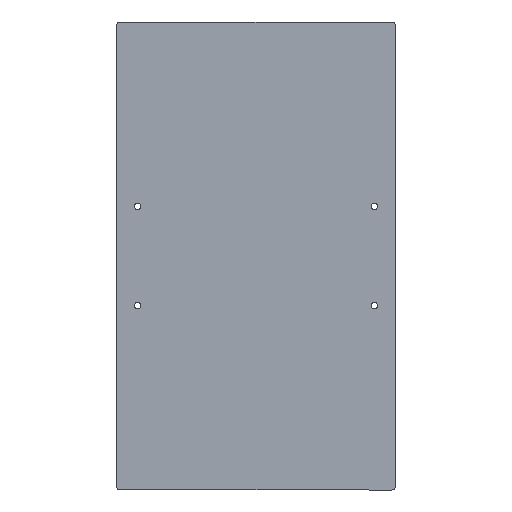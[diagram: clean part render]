
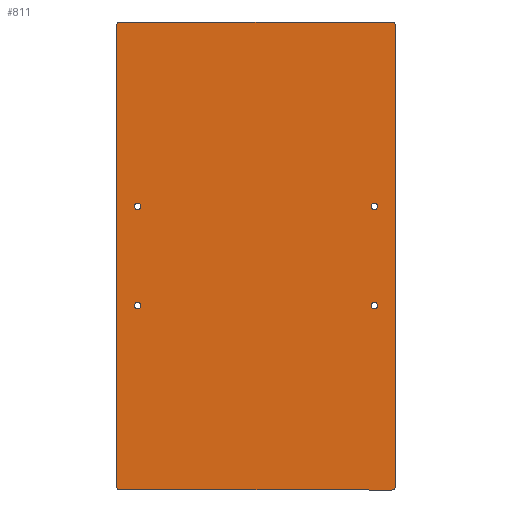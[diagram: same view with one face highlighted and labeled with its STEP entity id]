
A CAD part, left-side view. The second image highlights one B-rep face of the part: STEP entity #811.
In plain terms, the highlighted planar face has unit normal (-1, 0, 0).
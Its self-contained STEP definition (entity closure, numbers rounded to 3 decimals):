
#21 = AXIS2_PLACEMENT_3D ( 'NONE', #444, #966, #893 ) ;
#22 = DIRECTION ( 'NONE',  ( -1., 0., 0. ) ) ;
#25 = CARTESIAN_POINT ( 'NONE',  ( 0., -95.5, 165. ) ) ;
#26 = VERTEX_POINT ( 'NONE', #910 ) ;
#34 = CARTESIAN_POINT ( 'NONE',  ( 0., 95.5, -165. ) ) ;
#39 = FACE_BOUND ( 'NONE', #838, .T. ) ;
#40 = DIRECTION ( 'NONE',  ( 0., 0., -1. ) ) ;
#49 = AXIS2_PLACEMENT_3D ( 'NONE', #461, #149, #398 ) ;
#50 = VERTEX_POINT ( 'NONE', #890 ) ;
#53 = EDGE_CURVE ( 'NONE', #695, #391, #286, .T. ) ;
#55 = ORIENTED_EDGE ( 'NONE', *, *, #372, .T. ) ;
#63 = AXIS2_PLACEMENT_3D ( 'NONE', #802, #424, #40 ) ;
#67 = CARTESIAN_POINT ( 'NONE',  ( 0., -83.5, 32.75 ) ) ;
#73 = DIRECTION ( 'NONE',  ( 0., 0., -1. ) ) ;
#77 = CARTESIAN_POINT ( 'NONE',  ( 0., 98.5, 165. ) ) ;
#84 = ORIENTED_EDGE ( 'NONE', *, *, #792, .T. ) ;
#91 = LINE ( 'NONE', #77, #401 ) ;
#103 = VERTEX_POINT ( 'NONE', #390 ) ;
#112 = CIRCLE ( 'NONE', #500, 2.25 ) ;
#120 = EDGE_CURVE ( 'NONE', #834, #892, #564, .T. ) ;
#125 = CARTESIAN_POINT ( 'NONE',  ( 0., 83.5, 35. ) ) ;
#126 = CARTESIAN_POINT ( 'NONE',  ( 0., 83.5, -35. ) ) ;
#130 = AXIS2_PLACEMENT_3D ( 'NONE', #178, #490, #720 ) ;
#149 = DIRECTION ( 'NONE',  ( -1., 0., 0. ) ) ;
#150 = ORIENTED_EDGE ( 'NONE', *, *, #617, .F. ) ;
#178 = CARTESIAN_POINT ( 'NONE',  ( 0., -83.5, -35. ) ) ;
#181 = ORIENTED_EDGE ( 'NONE', *, *, #798, .T. ) ;
#190 = CARTESIAN_POINT ( 'NONE',  ( 0., -83.5, -35. ) ) ;
#197 = VERTEX_POINT ( 'NONE', #479 ) ;
#218 = EDGE_CURVE ( 'NONE', #50, #371, #788, .T. ) ;
#231 = EDGE_CURVE ( 'NONE', #747, #371, #810, .T. ) ;
#232 = ORIENTED_EDGE ( 'NONE', *, *, #231, .F. ) ;
#244 = CIRCLE ( 'NONE', #49, 3. ) ;
#246 = DIRECTION ( 'NONE',  ( 0., 0., 1. ) ) ;
#250 = CARTESIAN_POINT ( 'NONE',  ( 0., 83.5, 35. ) ) ;
#259 = AXIS2_PLACEMENT_3D ( 'NONE', #707, #22, #331 ) ;
#264 = ORIENTED_EDGE ( 'NONE', *, *, #635, .T. ) ;
#267 = DIRECTION ( 'NONE',  ( -1., 0., 0. ) ) ;
#279 = ORIENTED_EDGE ( 'NONE', *, *, #886, .F. ) ;
#286 = LINE ( 'NONE', #588, #351 ) ;
#295 = ORIENTED_EDGE ( 'NONE', *, *, #649, .F. ) ;
#296 = CARTESIAN_POINT ( 'NONE',  ( 0., -83.5, 37.25 ) ) ;
#299 = EDGE_LOOP ( 'NONE', ( #84, #561 ) ) ;
#331 = DIRECTION ( 'NONE',  ( 0., 0., -1. ) ) ;
#336 = VERTEX_POINT ( 'NONE', #25 ) ;
#340 = CARTESIAN_POINT ( 'NONE',  ( 0., -83.5, 35. ) ) ;
#342 = DIRECTION ( 'NONE',  ( 1., 0., 0. ) ) ;
#345 = FACE_BOUND ( 'NONE', #509, .T. ) ;
#349 = DIRECTION ( 'NONE',  ( 0., 1., 0. ) ) ;
#351 = VECTOR ( 'NONE', #902, 1000. ) ;
#366 = FACE_BOUND ( 'NONE', #299, .T. ) ;
#371 = VERTEX_POINT ( 'NONE', #34 ) ;
#372 = EDGE_CURVE ( 'NONE', #103, #26, #112, .T. ) ;
#379 = CARTESIAN_POINT ( 'NONE',  ( 0., 83.5, 32.75 ) ) ;
#384 = EDGE_CURVE ( 'NONE', #695, #336, #771, .T. ) ;
#387 = VECTOR ( 'NONE', #246, 1000. ) ;
#390 = CARTESIAN_POINT ( 'NONE',  ( 0., -83.5, -32.75 ) ) ;
#391 = VERTEX_POINT ( 'NONE', #958 ) ;
#396 = VERTEX_POINT ( 'NONE', #676 ) ;
#398 = DIRECTION ( 'NONE',  ( 0., 0., -1. ) ) ;
#401 = VECTOR ( 'NONE', #473, 1000. ) ;
#402 = EDGE_CURVE ( 'NONE', #433, #429, #468, .T. ) ;
#422 = FACE_BOUND ( 'NONE', #769, .T. ) ;
#424 = DIRECTION ( 'NONE',  ( -1., 0., 0. ) ) ;
#426 = CARTESIAN_POINT ( 'NONE',  ( 0., 95.5, 162. ) ) ;
#429 = VERTEX_POINT ( 'NONE', #826 ) ;
#433 = VERTEX_POINT ( 'NONE', #745 ) ;
#444 = CARTESIAN_POINT ( 'NONE',  ( 0., 0., 0. ) ) ;
#449 = DIRECTION ( 'NONE',  ( -1., 0., 0. ) ) ;
#454 = ORIENTED_EDGE ( 'NONE', *, *, #384, .T. ) ;
#461 = CARTESIAN_POINT ( 'NONE',  ( 0., -95.5, -162. ) ) ;
#466 = CARTESIAN_POINT ( 'NONE',  ( 0., 83.5, -35. ) ) ;
#468 = CIRCLE ( 'NONE', #724, 2.25 ) ;
#470 = CIRCLE ( 'NONE', #737, 2.25 ) ;
#473 = DIRECTION ( 'NONE',  ( 0., -1., 0. ) ) ;
#478 = DIRECTION ( 'NONE',  ( 0., 0., -1. ) ) ;
#479 = CARTESIAN_POINT ( 'NONE',  ( 0., 98.5, 162. ) ) ;
#490 = DIRECTION ( 'NONE',  ( 1., 0., 0. ) ) ;
#500 = AXIS2_PLACEMENT_3D ( 'NONE', #190, #342, #647 ) ;
#509 = EDGE_LOOP ( 'NONE', ( #552, #55 ) ) ;
#515 = AXIS2_PLACEMENT_3D ( 'NONE', #556, #694, #632 ) ;
#519 = AXIS2_PLACEMENT_3D ( 'NONE', #340, #646, #954 ) ;
#524 = DIRECTION ( 'NONE',  ( -1., 0., 0. ) ) ;
#530 = VERTEX_POINT ( 'NONE', #856 ) ;
#536 = EDGE_CURVE ( 'NONE', #429, #433, #817, .T. ) ;
#551 = AXIS2_PLACEMENT_3D ( 'NONE', #466, #778, #478 ) ;
#552 = ORIENTED_EDGE ( 'NONE', *, *, #784, .T. ) ;
#556 = CARTESIAN_POINT ( 'NONE',  ( 0., -83.5, 35. ) ) ;
#561 = ORIENTED_EDGE ( 'NONE', *, *, #120, .T. ) ;
#564 = CIRCLE ( 'NONE', #515, 2.25 ) ;
#571 = DIRECTION ( 'NONE',  ( 0., 0., -1. ) ) ;
#575 = EDGE_CURVE ( 'NONE', #50, #197, #620, .T. ) ;
#577 = VECTOR ( 'NONE', #349, 1000. ) ;
#581 = CARTESIAN_POINT ( 'NONE',  ( 0., 98.5, -165. ) ) ;
#588 = CARTESIAN_POINT ( 'NONE',  ( 0., -98.5, 165. ) ) ;
#591 = FACE_OUTER_BOUND ( 'NONE', #854, .T. ) ;
#592 = CIRCLE ( 'NONE', #130, 2.25 ) ;
#617 = EDGE_CURVE ( 'NONE', #530, #336, #91, .T. ) ;
#618 = VERTEX_POINT ( 'NONE', #379 ) ;
#620 = LINE ( 'NONE', #850, #387 ) ;
#632 = DIRECTION ( 'NONE',  ( 0., 0., -1. ) ) ;
#635 = EDGE_CURVE ( 'NONE', #747, #391, #244, .T. ) ;
#644 = ORIENTED_EDGE ( 'NONE', *, *, #218, .T. ) ;
#646 = DIRECTION ( 'NONE',  ( 1., 0., 0. ) ) ;
#647 = DIRECTION ( 'NONE',  ( 0., 0., -1. ) ) ;
#649 = EDGE_CURVE ( 'NONE', #396, #618, #691, .T. ) ;
#676 = CARTESIAN_POINT ( 'NONE',  ( 0., 83.5, 37.25 ) ) ;
#677 = CIRCLE ( 'NONE', #914, 3. ) ;
#691 = CIRCLE ( 'NONE', #896, 2.25 ) ;
#694 = DIRECTION ( 'NONE',  ( 1., 0., 0. ) ) ;
#695 = VERTEX_POINT ( 'NONE', #794 ) ;
#707 = CARTESIAN_POINT ( 'NONE',  ( 0., 95.5, -162. ) ) ;
#720 = DIRECTION ( 'NONE',  ( 0., 0., -1. ) ) ;
#724 = AXIS2_PLACEMENT_3D ( 'NONE', #126, #524, #901 ) ;
#737 = AXIS2_PLACEMENT_3D ( 'NONE', #125, #449, #755 ) ;
#745 = CARTESIAN_POINT ( 'NONE',  ( 0., 83.5, -37.25 ) ) ;
#747 = VERTEX_POINT ( 'NONE', #873 ) ;
#755 = DIRECTION ( 'NONE',  ( 0., 0., -1. ) ) ;
#762 = DIRECTION ( 'NONE',  ( -1., 0., 0. ) ) ;
#769 = EDGE_LOOP ( 'NONE', ( #985, #907 ) ) ;
#771 = CIRCLE ( 'NONE', #63, 3. ) ;
#778 = DIRECTION ( 'NONE',  ( -1., 0., 0. ) ) ;
#784 = EDGE_CURVE ( 'NONE', #26, #103, #592, .T. ) ;
#788 = CIRCLE ( 'NONE', #259, 3. ) ;
#792 = EDGE_CURVE ( 'NONE', #892, #834, #950, .T. ) ;
#794 = CARTESIAN_POINT ( 'NONE',  ( 0., -98.5, 162. ) ) ;
#798 = EDGE_CURVE ( 'NONE', #530, #197, #677, .T. ) ;
#802 = CARTESIAN_POINT ( 'NONE',  ( 0., -95.5, 162. ) ) ;
#810 = LINE ( 'NONE', #581, #577 ) ;
#811 = ADVANCED_FACE ( 'NONE', ( #422, #39, #345, #366, #591 ), #986, .F. ) ;
#817 = CIRCLE ( 'NONE', #551, 2.25 ) ;
#826 = CARTESIAN_POINT ( 'NONE',  ( 0., 83.5, -32.75 ) ) ;
#828 = ORIENTED_EDGE ( 'NONE', *, *, #53, .F. ) ;
#834 = VERTEX_POINT ( 'NONE', #296 ) ;
#838 = EDGE_LOOP ( 'NONE', ( #279, #295 ) ) ;
#850 = CARTESIAN_POINT ( 'NONE',  ( 0., 98.5, 165. ) ) ;
#854 = EDGE_LOOP ( 'NONE', ( #828, #454, #150, #181, #859, #644, #232, #264 ) ) ;
#856 = CARTESIAN_POINT ( 'NONE',  ( 0., 95.5, 165. ) ) ;
#859 = ORIENTED_EDGE ( 'NONE', *, *, #575, .F. ) ;
#873 = CARTESIAN_POINT ( 'NONE',  ( 0., -95.5, -165. ) ) ;
#886 = EDGE_CURVE ( 'NONE', #618, #396, #470, .T. ) ;
#890 = CARTESIAN_POINT ( 'NONE',  ( 0., 98.5, -162. ) ) ;
#892 = VERTEX_POINT ( 'NONE', #67 ) ;
#893 = DIRECTION ( 'NONE',  ( 0., 0., -1. ) ) ;
#896 = AXIS2_PLACEMENT_3D ( 'NONE', #250, #762, #73 ) ;
#901 = DIRECTION ( 'NONE',  ( 0., 0., -1. ) ) ;
#902 = DIRECTION ( 'NONE',  ( 0., 0., -1. ) ) ;
#907 = ORIENTED_EDGE ( 'NONE', *, *, #536, .F. ) ;
#910 = CARTESIAN_POINT ( 'NONE',  ( 0., -83.5, -37.25 ) ) ;
#914 = AXIS2_PLACEMENT_3D ( 'NONE', #426, #267, #571 ) ;
#950 = CIRCLE ( 'NONE', #519, 2.25 ) ;
#954 = DIRECTION ( 'NONE',  ( 0., 0., -1. ) ) ;
#958 = CARTESIAN_POINT ( 'NONE',  ( 0., -98.5, -162. ) ) ;
#966 = DIRECTION ( 'NONE',  ( 1., 0., 0. ) ) ;
#985 = ORIENTED_EDGE ( 'NONE', *, *, #402, .F. ) ;
#986 = PLANE ( 'NONE',  #21 ) ;
